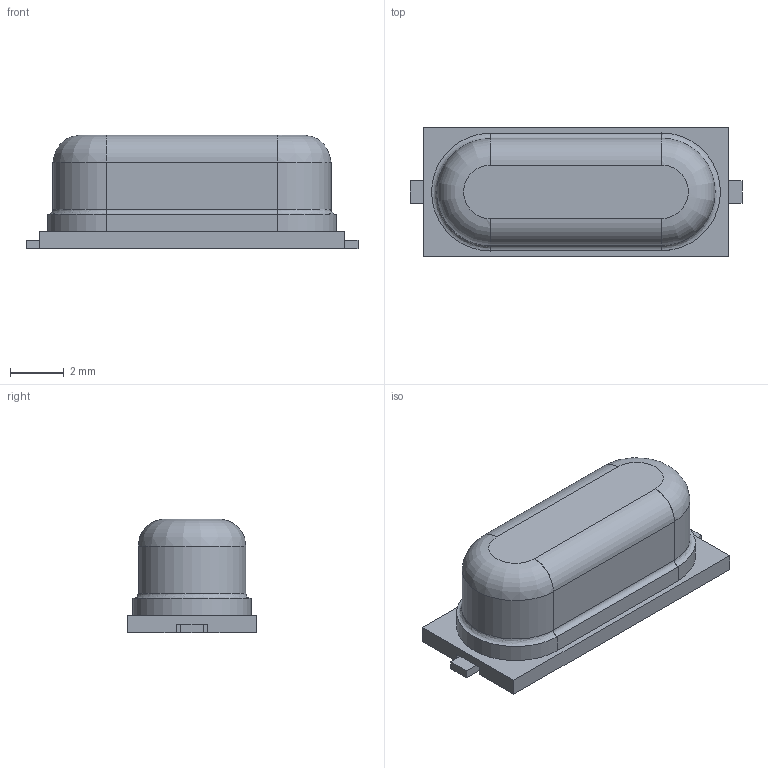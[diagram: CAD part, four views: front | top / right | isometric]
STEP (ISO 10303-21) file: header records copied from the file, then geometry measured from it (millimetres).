
FILE_DESCRIPTION(('FreeCAD Model'),'2;1');
FILE_NAME('xtal-smd-10x4x3mm.step', '2015-01-29T14:21:33',('FreeCAD'),('FreeCAD'), 'Open CASCADE STEP processor 6.7','FreeCAD','Unknown');
FILE_SCHEMA(('AUTOMOTIVE_DESIGN_CC2 { 1 2 10303 214 -1 1 5 4 }'));
Length unit declared in the file: millimetre
Products named in the file (1): xtal-smd-10x4x3mm
Bounding box: 12.4 x 4.83 x 4.24 mm (x, y, z)
Volume: 170.2 mm3; surface area: 322.3 mm2
Topology: 4 solids, 4 shells, 48 faces, 120 edges, 80 vertices
Faces by surface type: plane 36, cylinder 8, revolution 4
Entity records: 4523 total; most frequent: CARTESIAN_POINT 1745, DIRECTION 450, LINE 294, VECTOR 294, ORIENTED_EDGE 240, PCURVE 240, DEFINITIONAL_REPRESENTATION 240, EDGE_CURVE 120
